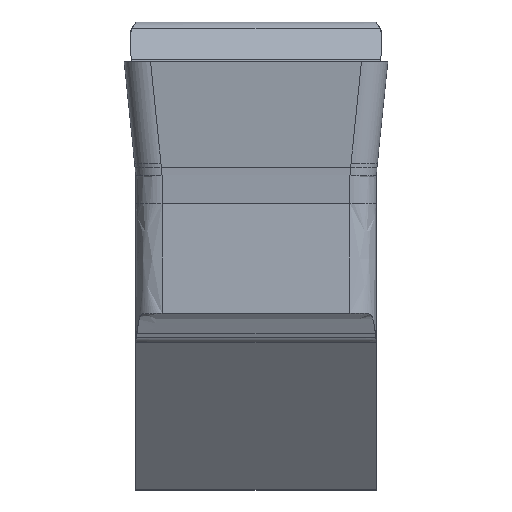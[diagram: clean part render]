
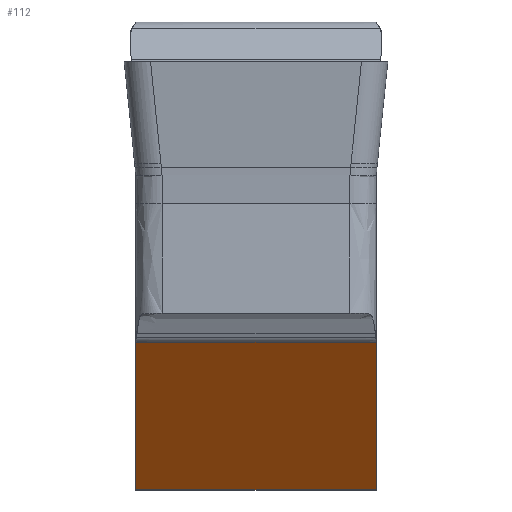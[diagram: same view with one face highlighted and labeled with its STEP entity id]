
A CAD part, front view. The second image highlights one B-rep face of the part: STEP entity #112.
In plain terms, the highlighted planar face has unit normal (0, -0.342, -0.94).
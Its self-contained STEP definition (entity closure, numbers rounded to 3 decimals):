
#112=ADVANCED_FACE('',(#189),#145,.F.);
#145=PLANE('',#1154);
#189=FACE_OUTER_BOUND('',#247,.T.);
#247=EDGE_LOOP('',(#671,#672,#673,#674));
#344=LINE('',#1415,#403);
#389=LINE('',#2285,#453);
#390=LINE('',#2319,#455);
#391=LINE('',#2321,#456);
#403=VECTOR('',#1187,1.);
#453=VECTOR('',#1329,1.);
#455=VECTOR('',#1331,1.);
#456=VECTOR('',#1332,1.);
#671=ORIENTED_EDGE('',*,*,#886,.T.);
#672=ORIENTED_EDGE('',*,*,#1004,.F.);
#673=ORIENTED_EDGE('',*,*,#1005,.T.);
#674=ORIENTED_EDGE('',*,*,#1001,.T.);
#785=VERTEX_POINT('',#1414);
#786=VERTEX_POINT('',#1416);
#864=VERTEX_POINT('',#2286);
#866=VERTEX_POINT('',#2320);
#886=EDGE_CURVE('',#786,#785,#344,.T.);
#1001=EDGE_CURVE('',#864,#786,#389,.T.);
#1004=EDGE_CURVE('',#866,#785,#390,.T.);
#1005=EDGE_CURVE('',#866,#864,#391,.T.);
#1154=AXIS2_PLACEMENT_3D('',#2322,#1333,#1334);
#1187=DIRECTION('',(0.,0.94,-0.342));
#1329=DIRECTION('',(-1.,0.,0.));
#1331=DIRECTION('',(-1.,0.,0.));
#1332=DIRECTION('',(0.,-0.94,0.342));
#1333=DIRECTION('',(0.,0.342,0.94));
#1334=DIRECTION('',(0.,-0.94,0.342));
#1414=CARTESIAN_POINT('',(-3.65,4.101,-12.988));
#1415=CARTESIAN_POINT('',(-3.65,-11.505,-7.308));
#1416=CARTESIAN_POINT('',(-3.65,-8.189,-8.515));
#2285=CARTESIAN_POINT('',(4.4,-8.189,-8.515));
#2286=CARTESIAN_POINT('',(3.65,-8.189,-8.515));
#2319=CARTESIAN_POINT('',(4.4,4.101,-12.988));
#2320=CARTESIAN_POINT('',(3.65,4.101,-12.988));
#2321=CARTESIAN_POINT('',(3.65,-11.505,-7.308));
#2322=CARTESIAN_POINT('',(4.4,4.101,-12.988));
